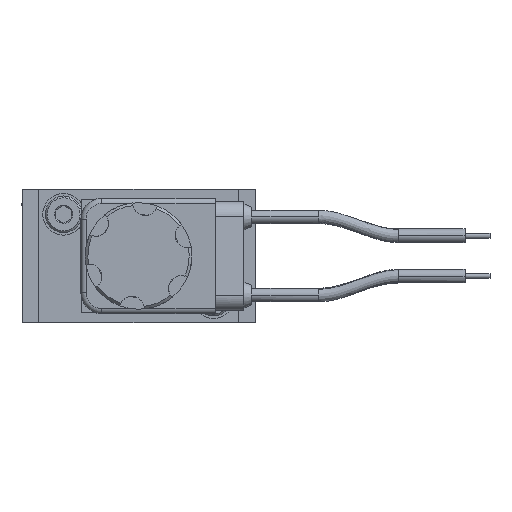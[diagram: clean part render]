
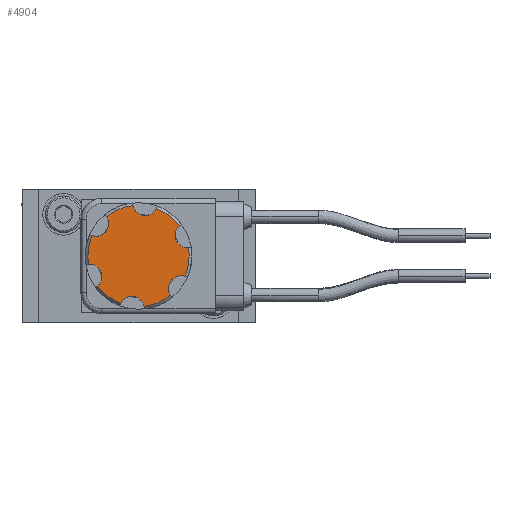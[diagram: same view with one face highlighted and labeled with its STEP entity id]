
A CAD part, left-side view. The second image highlights one B-rep face of the part: STEP entity #4904.
In plain terms, the highlighted planar face has unit normal (-1, 0, 0).
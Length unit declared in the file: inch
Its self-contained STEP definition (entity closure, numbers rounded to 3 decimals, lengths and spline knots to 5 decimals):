
#307 = DIRECTION ( 'NONE',  ( -1., 0., 0. ) ) ;
#1502 = CARTESIAN_POINT ( 'NONE',  ( -4.3235, 0.0005, 0.0005 ) ) ;
#1679 = CIRCLE ( 'NONE', #113949, 0.09375 ) ;
#2418 = CARTESIAN_POINT ( 'NONE',  ( -4.3235, 0.30642, -0.22492 ) ) ;
#4164 = CIRCLE ( 'NONE', #117211, 0.09375 ) ;
#4904 = ADVANCED_FACE ( 'NONE', ( #119171 ), #17834, .T. ) ;
#6120 = CARTESIAN_POINT ( 'NONE',  ( -4.3235, 0.24171, 0.29413 ) ) ;
#6820 = AXIS2_PLACEMENT_3D ( 'NONE', #49940, #14569, #114035 ) ;
#7162 = VERTEX_POINT ( 'NONE', #61476 ) ;
#8024 = ORIENTED_EDGE ( 'NONE', *, *, #99992, .T. ) ;
#8354 = AXIS2_PLACEMENT_3D ( 'NONE', #10710, #48893, #74553 ) ;
#8998 = VERTEX_POINT ( 'NONE', #24610 ) ;
#9897 = CIRCLE ( 'NONE', #33114, 0.09375 ) ;
#9918 = ORIENTED_EDGE ( 'NONE', *, *, #43064, .T. ) ;
#10710 = CARTESIAN_POINT ( 'NONE',  ( -4.3235, 0.0005, 0.0005 ) ) ;
#10756 = EDGE_CURVE ( 'NONE', #66240, #50223, #101702, .T. ) ;
#10807 = DIRECTION ( 'NONE',  ( 0., 0., 1. ) ) ;
#11141 = CARTESIAN_POINT ( 'NONE',  ( -4.3235, -0.37439, 0.06258 ) ) ;
#13607 = DIRECTION ( 'NONE',  ( -1., 0., 0. ) ) ;
#13662 = CARTESIAN_POINT ( 'NONE',  ( -4.3235, 0.36899, -0.15511 ) ) ;
#14569 = DIRECTION ( 'NONE',  ( 1., 0., 0. ) ) ;
#14993 = ORIENTED_EDGE ( 'NONE', *, *, #93691, .F. ) ;
#16474 = DIRECTION ( 'NONE',  ( 0., 0., 1. ) ) ;
#17015 = ORIENTED_EDGE ( 'NONE', *, *, #77849, .T. ) ;
#17422 = ORIENTED_EDGE ( 'NONE', *, *, #10756, .T. ) ;
#17834 = PLANE ( 'NONE',  #109182 ) ;
#21307 = DIRECTION ( 'NONE',  ( 1., 0., 0. ) ) ;
#21995 = DIRECTION ( 'NONE',  ( -1., 0., 0. ) ) ;
#23727 = CARTESIAN_POINT ( 'NONE',  ( -4.3235, 0.34868, 0.15272 ) ) ;
#23985 = VERTEX_POINT ( 'NONE', #23727 ) ;
#24339 = EDGE_LOOP ( 'NONE', ( #102821, #100474, #74172, #14993, #17422, #82571, #112730, #17015, #8024, #59376, #35803, #60647, #40129, #51856, #9918 ) ) ;
#24610 = CARTESIAN_POINT ( 'NONE',  ( -4.3235, -0.13318, 0.35621 ) ) ;
#25911 = EDGE_CURVE ( 'NONE', #70611, #7162, #1679, .T. ) ;
#27131 = CARTESIAN_POINT ( 'NONE',  ( -4.3235, -0.38406, -0.38167 ) ) ;
#28535 = CIRCLE ( 'NONE', #85134, 0.09375 ) ;
#29324 = CARTESIAN_POINT ( 'NONE',  ( -4.3235, 0.0005, 0.0005 ) ) ;
#29365 = DIRECTION ( 'NONE',  ( 1., 0., 0. ) ) ;
#30651 = AXIS2_PLACEMENT_3D ( 'NONE', #13662, #114731, #78241 ) ;
#32174 = CARTESIAN_POINT ( 'NONE',  ( -4.3235, 0.0005, 0.0005 ) ) ;
#32290 = CIRCLE ( 'NONE', #30651, 0.09375 ) ;
#33114 = AXIS2_PLACEMENT_3D ( 'NONE', #44241, #117899, #16474 ) ;
#33476 = CIRCLE ( 'NONE', #73462, 0.38 ) ;
#33682 = DIRECTION ( 'NONE',  ( 1., 0., 0. ) ) ;
#35294 = VERTEX_POINT ( 'NONE', #6120 ) ;
#35803 = ORIENTED_EDGE ( 'NONE', *, *, #112445, .T. ) ;
#36779 = DIRECTION ( 'NONE',  ( 0., 0., 1. ) ) ;
#38907 = VERTEX_POINT ( 'NONE', #47460 ) ;
#40129 = ORIENTED_EDGE ( 'NONE', *, *, #62985, .T. ) ;
#43064 = EDGE_CURVE ( 'NONE', #49716, #100476, #28535, .T. ) ;
#44241 = CARTESIAN_POINT ( 'NONE',  ( -4.3235, 0.04998, -0.39643 ) ) ;
#45733 = AXIS2_PLACEMENT_3D ( 'NONE', #105750, #77723, #87329 ) ;
#46570 = DIRECTION ( 'NONE',  ( -1., 0., 0. ) ) ;
#47417 = EDGE_CURVE ( 'NONE', #100476, #70681, #33476, .T. ) ;
#47460 = CARTESIAN_POINT ( 'NONE',  ( -4.3235, 0.36899, -0.06136 ) ) ;
#48893 = DIRECTION ( 'NONE',  ( 1., 0., 0. ) ) ;
#49716 = VERTEX_POINT ( 'NONE', #106435 ) ;
#49940 = CARTESIAN_POINT ( 'NONE',  ( -4.3235, 0.31951, 0.24182 ) ) ;
#50176 = EDGE_CURVE ( 'NONE', #50223, #8998, #94087, .T. ) ;
#50223 = VERTEX_POINT ( 'NONE', #66994 ) ;
#51856 = ORIENTED_EDGE ( 'NONE', *, *, #87331, .T. ) ;
#51989 = DIRECTION ( 'NONE',  ( 0., 0., 1. ) ) ;
#53614 = AXIS2_PLACEMENT_3D ( 'NONE', #94525, #57659, #85670 ) ;
#53696 = EDGE_CURVE ( 'NONE', #70681, #70611, #84805, .T. ) ;
#55589 = CARTESIAN_POINT ( 'NONE',  ( -4.3235, -0.24071, -0.29313 ) ) ;
#57659 = DIRECTION ( 'NONE',  ( -1., 0., 0. ) ) ;
#59175 = VERTEX_POINT ( 'NONE', #2418 ) ;
#59376 = ORIENTED_EDGE ( 'NONE', *, *, #59462, .T. ) ;
#59462 = EDGE_CURVE ( 'NONE', #23985, #99998, #61535, .T. ) ;
#60647 = ORIENTED_EDGE ( 'NONE', *, *, #64079, .T. ) ;
#60931 = DIRECTION ( 'NONE',  ( 0., 0., -1. ) ) ;
#61159 = DIRECTION ( 'NONE',  ( 1., 0., 0. ) ) ;
#61292 = DIRECTION ( 'NONE',  ( 1., 0., 0. ) ) ;
#61476 = CARTESIAN_POINT ( 'NONE',  ( -4.3235, -0.34768, -0.15172 ) ) ;
#61535 = CIRCLE ( 'NONE', #106945, 0.38 ) ;
#62329 = AXIS2_PLACEMENT_3D ( 'NONE', #88458, #33682, #97671 ) ;
#62884 = CIRCLE ( 'NONE', #53614, 0.38 ) ;
#62985 = EDGE_CURVE ( 'NONE', #59175, #98998, #62884, .T. ) ;
#63078 = CARTESIAN_POINT ( 'NONE',  ( -4.3235, -0.04176, -0.37714 ) ) ;
#64079 = EDGE_CURVE ( 'NONE', #38907, #59175, #32290, .T. ) ;
#66240 = VERTEX_POINT ( 'NONE', #11141 ) ;
#66994 = CARTESIAN_POINT ( 'NONE',  ( -4.3235, -0.30542, 0.22592 ) ) ;
#68512 = CARTESIAN_POINT ( 'NONE',  ( -4.3235, 0.0005, 0.0005 ) ) ;
#68626 = DIRECTION ( 'NONE',  ( 0., 0., 1. ) ) ;
#69075 = AXIS2_PLACEMENT_3D ( 'NONE', #29324, #46570, #93422 ) ;
#70611 = VERTEX_POINT ( 'NONE', #81235 ) ;
#70681 = VERTEX_POINT ( 'NONE', #55589 ) ;
#71421 = AXIS2_PLACEMENT_3D ( 'NONE', #68512, #21995, #76493 ) ;
#72698 = CIRCLE ( 'NONE', #71421, 0.38 ) ;
#73462 = AXIS2_PLACEMENT_3D ( 'NONE', #32174, #13607, #60931 ) ;
#74172 = ORIENTED_EDGE ( 'NONE', *, *, #25911, .T. ) ;
#74553 = DIRECTION ( 'NONE',  ( 0., 0., -1. ) ) ;
#74968 = DIRECTION ( 'NONE',  ( 0., 0., -1. ) ) ;
#76493 = DIRECTION ( 'NONE',  ( 0., 0., -1. ) ) ;
#77723 = DIRECTION ( 'NONE',  ( 1., 0., 0. ) ) ;
#77849 = EDGE_CURVE ( 'NONE', #118515, #35294, #72698, .T. ) ;
#78205 = CIRCLE ( 'NONE', #62329, 0.09375 ) ;
#78241 = DIRECTION ( 'NONE',  ( 0., 0., 1. ) ) ;
#81235 = CARTESIAN_POINT ( 'NONE',  ( -4.3235, -0.31851, -0.14707 ) ) ;
#82350 = DIRECTION ( 'NONE',  ( -1., 0., 0. ) ) ;
#82571 = ORIENTED_EDGE ( 'NONE', *, *, #50176, .T. ) ;
#84805 = CIRCLE ( 'NONE', #45733, 0.09375 ) ;
#85134 = AXIS2_PLACEMENT_3D ( 'NONE', #104033, #61159, #51989 ) ;
#85670 = DIRECTION ( 'NONE',  ( 0., 1., 0. ) ) ;
#87329 = DIRECTION ( 'NONE',  ( 0., 0., 1. ) ) ;
#87331 = EDGE_CURVE ( 'NONE', #98998, #49716, #9897, .T. ) ;
#88458 = CARTESIAN_POINT ( 'NONE',  ( -4.3235, -0.04898, 0.39743 ) ) ;
#90077 = CARTESIAN_POINT ( 'NONE',  ( -4.3235, 0.04276, 0.37814 ) ) ;
#93422 = DIRECTION ( 'NONE',  ( 0., 0., -1. ) ) ;
#93691 = EDGE_CURVE ( 'NONE', #66240, #7162, #102073, .T. ) ;
#93847 = CARTESIAN_POINT ( 'NONE',  ( -4.3235, 0.36899, -0.15511 ) ) ;
#94087 = CIRCLE ( 'NONE', #69075, 0.38 ) ;
#94525 = CARTESIAN_POINT ( 'NONE',  ( -4.3235, 0.0005, 0.0005 ) ) ;
#95414 = EDGE_CURVE ( 'NONE', #8998, #118515, #78205, .T. ) ;
#97671 = DIRECTION ( 'NONE',  ( 0., 0., 1. ) ) ;
#98998 = VERTEX_POINT ( 'NONE', #115490 ) ;
#99992 = EDGE_CURVE ( 'NONE', #35294, #23985, #103448, .T. ) ;
#99998 = VERTEX_POINT ( 'NONE', #114422 ) ;
#100474 = ORIENTED_EDGE ( 'NONE', *, *, #53696, .T. ) ;
#100476 = VERTEX_POINT ( 'NONE', #63078 ) ;
#101702 = CIRCLE ( 'NONE', #112856, 0.09375 ) ;
#102073 = CIRCLE ( 'NONE', #8354, 0.38 ) ;
#102821 = ORIENTED_EDGE ( 'NONE', *, *, #47417, .T. ) ;
#103448 = CIRCLE ( 'NONE', #6820, 0.09375 ) ;
#104033 = CARTESIAN_POINT ( 'NONE',  ( -4.3235, 0.04998, -0.39643 ) ) ;
#105389 = CARTESIAN_POINT ( 'NONE',  ( -4.3235, -0.36799, 0.15611 ) ) ;
#105750 = CARTESIAN_POINT ( 'NONE',  ( -4.3235, -0.31851, -0.24082 ) ) ;
#106435 = CARTESIAN_POINT ( 'NONE',  ( -4.3235, 0.04998, -0.30268 ) ) ;
#106589 = DIRECTION ( 'NONE',  ( 0., 0., 1. ) ) ;
#106945 = AXIS2_PLACEMENT_3D ( 'NONE', #1502, #307, #74968 ) ;
#109182 = AXIS2_PLACEMENT_3D ( 'NONE', #27131, #82350, #36779 ) ;
#112445 = EDGE_CURVE ( 'NONE', #99998, #38907, #4164, .T. ) ;
#112679 = CARTESIAN_POINT ( 'NONE',  ( -4.3235, -0.31851, -0.24082 ) ) ;
#112730 = ORIENTED_EDGE ( 'NONE', *, *, #95414, .T. ) ;
#112856 = AXIS2_PLACEMENT_3D ( 'NONE', #105389, #61292, #106589 ) ;
#113949 = AXIS2_PLACEMENT_3D ( 'NONE', #112679, #21307, #68626 ) ;
#114035 = DIRECTION ( 'NONE',  ( 0., 0., 1. ) ) ;
#114422 = CARTESIAN_POINT ( 'NONE',  ( -4.3235, 0.37539, -0.06158 ) ) ;
#114731 = DIRECTION ( 'NONE',  ( 1., 0., 0. ) ) ;
#115490 = CARTESIAN_POINT ( 'NONE',  ( -4.3235, 0.13418, -0.35521 ) ) ;
#117211 = AXIS2_PLACEMENT_3D ( 'NONE', #93847, #29365, #10807 ) ;
#117899 = DIRECTION ( 'NONE',  ( 1., 0., 0. ) ) ;
#118515 = VERTEX_POINT ( 'NONE', #90077 ) ;
#119171 = FACE_OUTER_BOUND ( 'NONE', #24339, .T. ) ;
